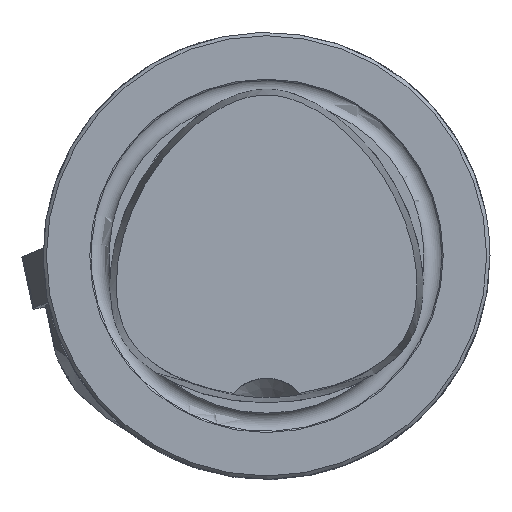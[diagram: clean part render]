
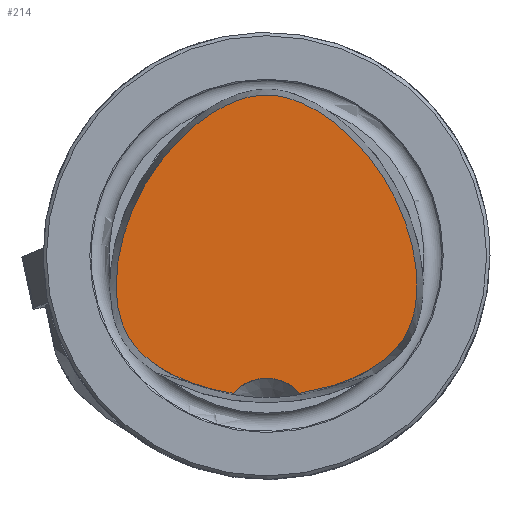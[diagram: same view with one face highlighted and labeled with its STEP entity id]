
A CAD part, top view. The second image highlights one B-rep face of the part: STEP entity #214.
In plain terms, the highlighted planar face has unit normal (0, 0, 1).
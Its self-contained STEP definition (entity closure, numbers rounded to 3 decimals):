
#156=PLANE('',#1453);
#214=ADVANCED_FACE('',(#313),#156,.T.);
#313=FACE_OUTER_BOUND('',#378,.T.);
#378=EDGE_LOOP('',(#605,#606));
#472=B_SPLINE_CURVE_WITH_KNOTS('',3,(#1991,#1992,#1993,#1994,#1995,#1996,
#1997,#1998,#1999,#2000,#2001,#2002,#2003,#2004,#2005,#2006,#2007,#2008,
#2009,#2010,#2011,#2012,#2013,#2014,#2015,#2016,#2017,#2018,#2019,#2020),
 .UNSPECIFIED.,.F.,.F.,(4,2,2,2,2,2,2,2,2,2,2,2,2,2,4),(0.,0.063,0.125,
0.188,0.25,0.375,0.438,0.5,0.563,0.625,0.75,0.813,0.875,0.938,1.),
 .UNSPECIFIED.);
#541=CIRCLE('',#1452,4.);
#605=ORIENTED_EDGE('',*,*,#1096,.F.);
#606=ORIENTED_EDGE('',*,*,#1097,.T.);
#965=VERTEX_POINT('',#1989);
#966=VERTEX_POINT('',#1990);
#1096=EDGE_CURVE('',#965,#966,#541,.T.);
#1097=EDGE_CURVE('',#965,#966,#472,.T.);
#1452=AXIS2_PLACEMENT_3D('',#1988,#1621,#1622);
#1453=AXIS2_PLACEMENT_3D('',#2021,#1623,#1624);
#1621=DIRECTION('',(0.,0.,1.));
#1622=DIRECTION('',(0.,-1.,0.));
#1623=DIRECTION('',(0.,0.,1.));
#1624=DIRECTION('',(0.,1.,0.));
#1988=CARTESIAN_POINT('',(0.,-15.,24.));
#1989=CARTESIAN_POINT('',(2.989,-12.341,24.));
#1990=CARTESIAN_POINT('',(-2.989,-12.341,24.));
#1991=CARTESIAN_POINT('',(2.989,-12.341,24.));
#1992=CARTESIAN_POINT('',(4.618,-12.1,24.));
#1993=CARTESIAN_POINT('',(6.209,-11.663,24.));
#1994=CARTESIAN_POINT('',(9.182,-10.343,24.));
#1995=CARTESIAN_POINT('',(10.609,-9.462,24.));
#1996=CARTESIAN_POINT('',(12.775,-6.97,24.));
#1997=CARTESIAN_POINT('',(13.291,-5.34,24.));
#1998=CARTESIAN_POINT('',(13.552,-2.057,24.));
#1999=CARTESIAN_POINT('',(13.356,-0.416,24.));
#2000=CARTESIAN_POINT('',(12.162,4.361,24.));
#2001=CARTESIAN_POINT('',(10.561,7.303,24.));
#2002=CARTESIAN_POINT('',(7.296,10.921,24.));
#2003=CARTESIAN_POINT('',(6.037,12.013,24.));
#2004=CARTESIAN_POINT('',(3.248,13.703,24.));
#2005=CARTESIAN_POINT('',(1.649,14.357,24.));
#2006=CARTESIAN_POINT('',(-1.628,14.362,24.));
#2007=CARTESIAN_POINT('',(-3.216,13.719,24.));
#2008=CARTESIAN_POINT('',(-6.03,12.021,24.));
#2009=CARTESIAN_POINT('',(-7.271,10.946,24.));
#2010=CARTESIAN_POINT('',(-10.572,7.297,24.));
#2011=CARTESIAN_POINT('',(-12.163,4.346,24.));
#2012=CARTESIAN_POINT('',(-13.35,-0.388,24.));
#2013=CARTESIAN_POINT('',(-13.549,-2.045,24.));
#2014=CARTESIAN_POINT('',(-13.297,-5.305,24.));
#2015=CARTESIAN_POINT('',(-12.775,-6.965,24.));
#2016=CARTESIAN_POINT('',(-10.632,-9.441,24.));
#2017=CARTESIAN_POINT('',(-9.187,-10.341,24.));
#2018=CARTESIAN_POINT('',(-6.194,-11.669,24.));
#2019=CARTESIAN_POINT('',(-4.614,-12.101,24.));
#2020=CARTESIAN_POINT('',(-2.989,-12.341,24.));
#2021=CARTESIAN_POINT('',(0.,13.532,24.));
